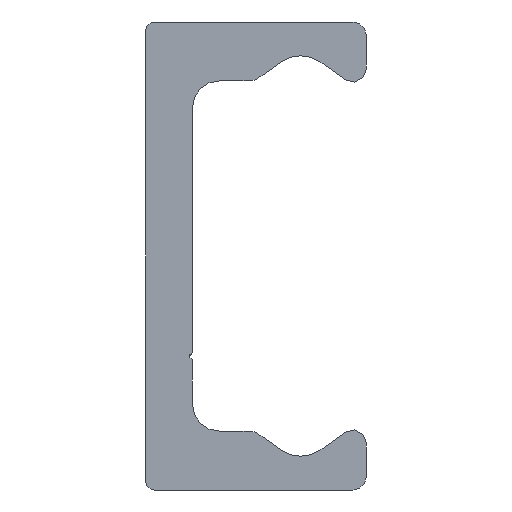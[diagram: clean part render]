
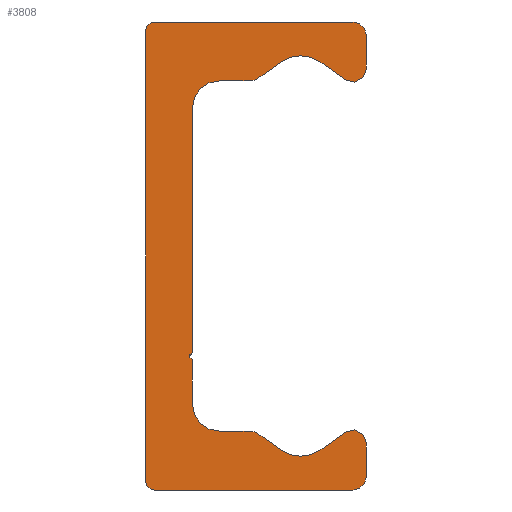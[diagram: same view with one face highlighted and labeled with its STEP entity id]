
A CAD part, left-side view. The second image highlights one B-rep face of the part: STEP entity #3808.
In plain terms, the highlighted planar face has unit normal (-1, 0, 0).
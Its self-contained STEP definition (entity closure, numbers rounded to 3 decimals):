
#2750=CARTESIAN_POINT('',(0.0,4.75,-7.25));
#2751=VERTEX_POINT('',#2750);
#2758=CARTESIAN_POINT('',(0.0,4.75,-7.75));
#2759=VERTEX_POINT('',#2758);
#2760=CARTESIAN_POINT('',(0.0,4.75,-7.5));
#2761=DIRECTION('',(-1.0,0.0,0.0));
#2762=DIRECTION('',(0.0,0.0,1.0));
#2763=AXIS2_PLACEMENT_3D('',#2760,#2761,#2762);
#2764=CIRCLE('',#2763,0.25);
#2765=EDGE_CURVE('',#2751,#2759,#2764,.T.);
#2875=CARTESIAN_POINT('',(0.0,4.75,11.1));
#2876=VERTEX_POINT('',#2875);
#2883=CARTESIAN_POINT('',(0.0,4.75,11.1));
#2884=DIRECTION('',(0.0,0.0,-1.0));
#2885=VECTOR('',#2884,18.35);
#2886=LINE('',#2883,#2885);
#2887=EDGE_CURVE('',#2876,#2751,#2886,.T.);
#2957=CARTESIAN_POINT('',(0.0,7.6,-17.5));
#2958=VERTEX_POINT('',#2957);
#2965=CARTESIAN_POINT('',(0.0,8.25,-16.85));
#2966=VERTEX_POINT('',#2965);
#2967=CARTESIAN_POINT('',(0.0,7.6,-16.85));
#2968=DIRECTION('',(1.0,0.0,0.0));
#2969=DIRECTION('',(0.0,0.0,-1.0));
#2970=AXIS2_PLACEMENT_3D('',#2967,#2968,#2969);
#2971=CIRCLE('',#2970,0.65);
#2972=EDGE_CURVE('',#2958,#2966,#2971,.T.);
#2996=CARTESIAN_POINT('',(0.0,-7.25,-17.5));
#2997=VERTEX_POINT('',#2996);
#3004=CARTESIAN_POINT('',(0.0,-7.25,-17.5));
#3005=DIRECTION('',(0.0,1.0,0.0));
#3006=VECTOR('',#3005,14.85);
#3007=LINE('',#3004,#3006);
#3008=EDGE_CURVE('',#2997,#2958,#3007,.T.);
#3028=CARTESIAN_POINT('',(0.0,-8.25,-16.5));
#3029=VERTEX_POINT('',#3028);
#3036=CARTESIAN_POINT('',(0.0,-7.25,-16.5));
#3037=DIRECTION('',(1.0,0.0,0.0));
#3038=DIRECTION('',(0.0,-1.0,0.0));
#3039=AXIS2_PLACEMENT_3D('',#3036,#3037,#3038);
#3040=CIRCLE('',#3039,1.0);
#3041=EDGE_CURVE('',#3029,#2997,#3040,.T.);
#3060=CARTESIAN_POINT('',(0.0,-8.25,-13.98));
#3061=VERTEX_POINT('',#3060);
#3068=CARTESIAN_POINT('',(0.0,-8.25,-13.98));
#3069=DIRECTION('',(0.0,0.0,-1.0));
#3070=VECTOR('',#3069,2.52);
#3071=LINE('',#3068,#3070);
#3072=EDGE_CURVE('',#3061,#3029,#3071,.T.);
#3092=CARTESIAN_POINT('',(0.0,-6.708,-13.177));
#3093=VERTEX_POINT('',#3092);
#3100=CARTESIAN_POINT('',(0.0,-7.27,-13.98));
#3101=DIRECTION('',(1.0,0.0,0.0));
#3102=DIRECTION('',(0.0,0.574,0.819));
#3103=AXIS2_PLACEMENT_3D('',#3100,#3101,#3102);
#3104=CIRCLE('',#3103,0.98);
#3105=EDGE_CURVE('',#3093,#3061,#3104,.T.);
#3124=CARTESIAN_POINT('',(0.0,-4.784,-14.524));
#3125=VERTEX_POINT('',#3124);
#3132=CARTESIAN_POINT('',(0.0,-4.784,-14.524));
#3133=DIRECTION('',(0.0,-0.819,0.574));
#3134=VECTOR('',#3133,2.349);
#3135=LINE('',#3132,#3134);
#3136=EDGE_CURVE('',#3125,#3093,#3135,.T.);
#3156=CARTESIAN_POINT('',(0.0,-1.916,-14.524));
#3157=VERTEX_POINT('',#3156);
#3164=CARTESIAN_POINT('',(0.0,-3.35,-12.477));
#3165=DIRECTION('',(-1.0,0.0,0.0));
#3166=DIRECTION('',(0.0,0.574,0.819));
#3167=AXIS2_PLACEMENT_3D('',#3164,#3165,#3166);
#3168=CIRCLE('',#3167,2.5);
#3169=EDGE_CURVE('',#3157,#3125,#3168,.T.);
#3188=CARTESIAN_POINT('',(0.0,-0.14,-13.281));
#3189=VERTEX_POINT('',#3188);
#3196=CARTESIAN_POINT('',(0.0,-0.14,-13.281));
#3197=DIRECTION('',(0.0,-0.819,-0.574));
#3198=VECTOR('',#3197,2.168);
#3199=LINE('',#3196,#3198);
#3200=EDGE_CURVE('',#3189,#3157,#3199,.T.);
#3220=CARTESIAN_POINT('',(0.0,0.433,-13.1));
#3221=VERTEX_POINT('',#3220);
#3228=CARTESIAN_POINT('',(0.0,0.433,-14.1));
#3229=DIRECTION('',(1.0,0.0,0.0));
#3230=DIRECTION('',(0.0,0.0,1.0));
#3231=AXIS2_PLACEMENT_3D('',#3228,#3229,#3230);
#3232=CIRCLE('',#3231,1.);
#3233=EDGE_CURVE('',#3221,#3189,#3232,.T.);
#3252=CARTESIAN_POINT('',(0.0,2.75,-13.1));
#3253=VERTEX_POINT('',#3252);
#3260=CARTESIAN_POINT('',(0.0,2.75,-13.1));
#3261=DIRECTION('',(0.0,-1.0,0.0));
#3262=VECTOR('',#3261,2.317);
#3263=LINE('',#3260,#3262);
#3264=EDGE_CURVE('',#3253,#3221,#3263,.T.);
#3284=CARTESIAN_POINT('',(0.0,4.75,-11.1));
#3285=VERTEX_POINT('',#3284);
#3292=CARTESIAN_POINT('',(0.0,2.75,-11.1));
#3293=DIRECTION('',(-1.0,0.0,0.0));
#3294=DIRECTION('',(0.0,0.0,1.0));
#3295=AXIS2_PLACEMENT_3D('',#3292,#3293,#3294);
#3296=CIRCLE('',#3295,2.0);
#3297=EDGE_CURVE('',#3285,#3253,#3296,.T.);
#3315=CARTESIAN_POINT('',(0.0,4.75,-7.75));
#3316=DIRECTION('',(0.0,0.0,-1.0));
#3317=VECTOR('',#3316,3.35);
#3318=LINE('',#3315,#3317);
#3319=EDGE_CURVE('',#2759,#3285,#3318,.T.);
#3339=CARTESIAN_POINT('',(0.0,2.75,13.1));
#3340=VERTEX_POINT('',#3339);
#3347=CARTESIAN_POINT('',(0.0,2.75,11.1));
#3348=DIRECTION('',(-1.0,0.0,0.0));
#3349=DIRECTION('',(0.0,-1.0,0.0));
#3350=AXIS2_PLACEMENT_3D('',#3347,#3348,#3349);
#3351=CIRCLE('',#3350,2.0);
#3352=EDGE_CURVE('',#3340,#2876,#3351,.T.);
#3371=CARTESIAN_POINT('',(0.0,0.433,13.1));
#3372=VERTEX_POINT('',#3371);
#3379=CARTESIAN_POINT('',(0.0,0.433,13.1));
#3380=DIRECTION('',(0.0,1.0,0.0));
#3381=VECTOR('',#3380,2.317);
#3382=LINE('',#3379,#3381);
#3383=EDGE_CURVE('',#3372,#3340,#3382,.T.);
#3403=CARTESIAN_POINT('',(0.0,-0.14,13.281));
#3404=VERTEX_POINT('',#3403);
#3411=CARTESIAN_POINT('',(0.0,0.433,14.1));
#3412=DIRECTION('',(1.0,0.0,0.0));
#3413=DIRECTION('',(0.0,-0.574,-0.819));
#3414=AXIS2_PLACEMENT_3D('',#3411,#3412,#3413);
#3415=CIRCLE('',#3414,1.);
#3416=EDGE_CURVE('',#3404,#3372,#3415,.T.);
#3435=CARTESIAN_POINT('',(0.0,-1.916,14.524));
#3436=VERTEX_POINT('',#3435);
#3443=CARTESIAN_POINT('',(0.0,-1.916,14.524));
#3444=DIRECTION('',(0.0,0.819,-0.574));
#3445=VECTOR('',#3444,2.168);
#3446=LINE('',#3443,#3445);
#3447=EDGE_CURVE('',#3436,#3404,#3446,.T.);
#3467=CARTESIAN_POINT('',(0.0,-4.784,14.524));
#3468=VERTEX_POINT('',#3467);
#3475=CARTESIAN_POINT('',(0.0,-3.35,12.477));
#3476=DIRECTION('',(-1.0,0.0,0.0));
#3477=DIRECTION('',(0.0,-0.574,-0.819));
#3478=AXIS2_PLACEMENT_3D('',#3475,#3476,#3477);
#3479=CIRCLE('',#3478,2.5);
#3480=EDGE_CURVE('',#3468,#3436,#3479,.T.);
#3499=CARTESIAN_POINT('',(0.0,-6.708,13.177));
#3500=VERTEX_POINT('',#3499);
#3507=CARTESIAN_POINT('',(0.0,-6.708,13.177));
#3508=DIRECTION('',(0.0,0.819,0.574));
#3509=VECTOR('',#3508,2.349);
#3510=LINE('',#3507,#3509);
#3511=EDGE_CURVE('',#3500,#3468,#3510,.T.);
#3531=CARTESIAN_POINT('',(0.0,-8.25,13.98));
#3532=VERTEX_POINT('',#3531);
#3539=CARTESIAN_POINT('',(0.0,-7.27,13.98));
#3540=DIRECTION('',(1.0,0.0,0.0));
#3541=DIRECTION('',(0.0,-1.0,0.0));
#3542=AXIS2_PLACEMENT_3D('',#3539,#3540,#3541);
#3543=CIRCLE('',#3542,0.98);
#3544=EDGE_CURVE('',#3532,#3500,#3543,.T.);
#3563=CARTESIAN_POINT('',(0.0,-8.25,16.5));
#3564=VERTEX_POINT('',#3563);
#3571=CARTESIAN_POINT('',(0.0,-8.25,16.5));
#3572=DIRECTION('',(0.0,0.0,-1.0));
#3573=VECTOR('',#3572,2.52);
#3574=LINE('',#3571,#3573);
#3575=EDGE_CURVE('',#3564,#3532,#3574,.T.);
#3595=CARTESIAN_POINT('',(0.0,-7.25,17.5));
#3596=VERTEX_POINT('',#3595);
#3603=CARTESIAN_POINT('',(0.0,-7.25,16.5));
#3604=DIRECTION('',(1.0,0.0,0.0));
#3605=DIRECTION('',(0.0,0.0,1.0));
#3606=AXIS2_PLACEMENT_3D('',#3603,#3604,#3605);
#3607=CIRCLE('',#3606,1.0);
#3608=EDGE_CURVE('',#3596,#3564,#3607,.T.);
#3627=CARTESIAN_POINT('',(0.0,7.6,17.5));
#3628=VERTEX_POINT('',#3627);
#3635=CARTESIAN_POINT('',(0.0,7.6,17.5));
#3636=DIRECTION('',(0.0,-1.0,0.0));
#3637=VECTOR('',#3636,14.85);
#3638=LINE('',#3635,#3637);
#3639=EDGE_CURVE('',#3628,#3596,#3638,.T.);
#3659=CARTESIAN_POINT('',(0.0,8.25,16.85));
#3660=VERTEX_POINT('',#3659);
#3667=CARTESIAN_POINT('',(0.0,7.6,16.85));
#3668=DIRECTION('',(1.0,0.0,0.0));
#3669=DIRECTION('',(0.0,1.0,0.0));
#3670=AXIS2_PLACEMENT_3D('',#3667,#3668,#3669);
#3671=CIRCLE('',#3670,0.65);
#3672=EDGE_CURVE('',#3660,#3628,#3671,.T.);
#3690=CARTESIAN_POINT('',(0.0,8.25,-16.85));
#3691=DIRECTION('',(0.0,0.0,1.0));
#3692=VECTOR('',#3691,33.7);
#3693=LINE('',#3690,#3692);
#3694=EDGE_CURVE('',#2966,#3660,#3693,.T.);
#3775=CARTESIAN_POINT('',(0.0,2.258,-0.017));
#3776=DIRECTION('',(1.0,0.0,0.0));
#3777=DIRECTION('',(0.0,0.0,-1.0));
#3778=AXIS2_PLACEMENT_3D('',#3775,#3776,#3777);
#3779=PLANE('',#3778);
#3780=ORIENTED_EDGE('',*,*,#3694,.F.);
#3781=ORIENTED_EDGE('',*,*,#2972,.F.);
#3782=ORIENTED_EDGE('',*,*,#3008,.F.);
#3783=ORIENTED_EDGE('',*,*,#3041,.F.);
#3784=ORIENTED_EDGE('',*,*,#3072,.F.);
#3785=ORIENTED_EDGE('',*,*,#3105,.F.);
#3786=ORIENTED_EDGE('',*,*,#3136,.F.);
#3787=ORIENTED_EDGE('',*,*,#3169,.F.);
#3788=ORIENTED_EDGE('',*,*,#3200,.F.);
#3789=ORIENTED_EDGE('',*,*,#3233,.F.);
#3790=ORIENTED_EDGE('',*,*,#3264,.F.);
#3791=ORIENTED_EDGE('',*,*,#3297,.F.);
#3792=ORIENTED_EDGE('',*,*,#3319,.F.);
#3793=ORIENTED_EDGE('',*,*,#2765,.F.);
#3794=ORIENTED_EDGE('',*,*,#2887,.F.);
#3795=ORIENTED_EDGE('',*,*,#3352,.F.);
#3796=ORIENTED_EDGE('',*,*,#3383,.F.);
#3797=ORIENTED_EDGE('',*,*,#3416,.F.);
#3798=ORIENTED_EDGE('',*,*,#3447,.F.);
#3799=ORIENTED_EDGE('',*,*,#3480,.F.);
#3800=ORIENTED_EDGE('',*,*,#3511,.F.);
#3801=ORIENTED_EDGE('',*,*,#3544,.F.);
#3802=ORIENTED_EDGE('',*,*,#3575,.F.);
#3803=ORIENTED_EDGE('',*,*,#3608,.F.);
#3804=ORIENTED_EDGE('',*,*,#3639,.F.);
#3805=ORIENTED_EDGE('',*,*,#3672,.F.);
#3806=EDGE_LOOP('',(#3780,#3781,#3782,#3783,#3784,#3785,#3786,#3787,#3788,#3789,#3790,#3791,#3792,#3793,#3794,#3795,#3796,#3797,#3798,#3799,#3800,#3801,#3802,#3803,#3804,#3805));
#3807=FACE_OUTER_BOUND('',#3806,.T.);
#3808=ADVANCED_FACE('',(#3807),#3779,.F.);
